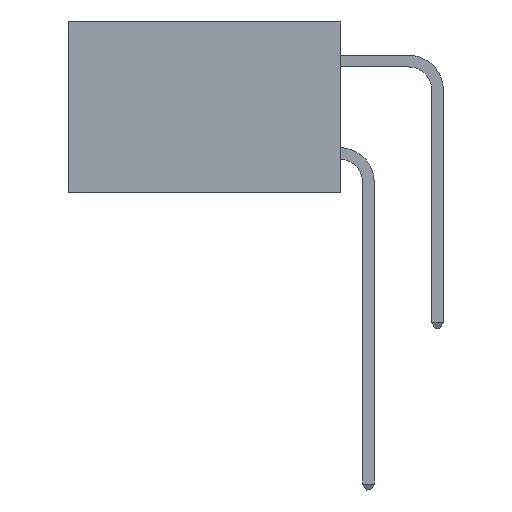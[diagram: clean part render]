
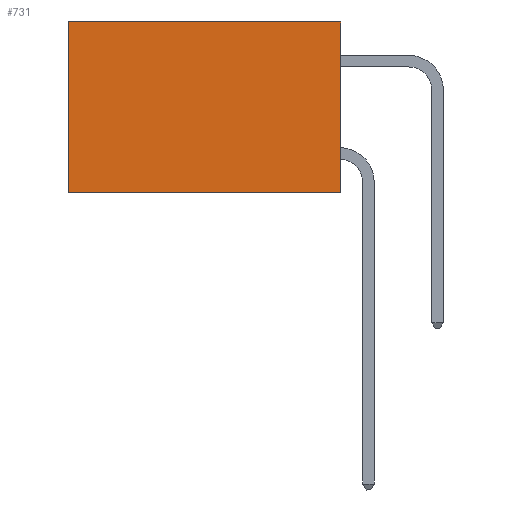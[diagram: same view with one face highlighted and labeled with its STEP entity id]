
A CAD part, left-side view. The second image highlights one B-rep face of the part: STEP entity #731.
In plain terms, the highlighted planar face has unit normal (-1, 0, 0).
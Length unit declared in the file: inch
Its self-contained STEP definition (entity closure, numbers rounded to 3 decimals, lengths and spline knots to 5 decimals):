
#260 = VECTOR ( 'NONE', #11294, 39.37008 ) ;
#351 = PLANE ( 'NONE',  #9414 ) ;
#594 = CARTESIAN_POINT ( 'NONE',  ( 0.277, 0.59, 0. ) ) ;
#701 = DIRECTION ( 'NONE',  ( 1., 0., 0. ) ) ;
#731 = ADVANCED_FACE ( 'NONE', ( #3098 ), #351, .F. ) ;
#824 = CARTESIAN_POINT ( 'NONE',  ( 0.277, 0., 0. ) ) ;
#1828 = VERTEX_POINT ( 'NONE', #594 ) ;
#2095 = DIRECTION ( 'NONE',  ( 0., 0., -1. ) ) ;
#2407 = DIRECTION ( 'NONE',  ( 0., 1., 0. ) ) ;
#2789 = EDGE_LOOP ( 'NONE', ( #8293, #8237, #8154, #7476 ) ) ;
#3038 = VECTOR ( 'NONE', #7500, 39.37008 ) ;
#3098 = FACE_OUTER_BOUND ( 'NONE', #2789, .T. ) ;
#3403 = EDGE_CURVE ( 'NONE', #1828, #6281, #7532, .T. ) ;
#3519 = DIRECTION ( 'NONE',  ( 0., 0., -1. ) ) ;
#4144 = VERTEX_POINT ( 'NONE', #9424 ) ;
#4167 = VECTOR ( 'NONE', #2407, 39.37008 ) ;
#4511 = VERTEX_POINT ( 'NONE', #824 ) ;
#4965 = CARTESIAN_POINT ( 'NONE',  ( 0.277, 0., 0. ) ) ;
#5495 = CARTESIAN_POINT ( 'NONE',  ( 0.277, 0., -0.37 ) ) ;
#5874 = EDGE_CURVE ( 'NONE', #4511, #4144, #9479, .T. ) ;
#6281 = VERTEX_POINT ( 'NONE', #7781 ) ;
#6642 = CARTESIAN_POINT ( 'NONE',  ( 0.277, 0., -0.37 ) ) ;
#7200 = EDGE_CURVE ( 'NONE', #4511, #1828, #7732, .T. ) ;
#7275 = VECTOR ( 'NONE', #3519, 39.37008 ) ;
#7476 = ORIENTED_EDGE ( 'NONE', *, *, #7200, .T. ) ;
#7500 = DIRECTION ( 'NONE',  ( 0., 0., -1. ) ) ;
#7532 = LINE ( 'NONE', #9336, #7275 ) ;
#7580 = EDGE_CURVE ( 'NONE', #4144, #6281, #8613, .T. ) ;
#7673 = CARTESIAN_POINT ( 'NONE',  ( 0.277, 0., -0.37 ) ) ;
#7732 = LINE ( 'NONE', #4965, #260 ) ;
#7781 = CARTESIAN_POINT ( 'NONE',  ( 0.277, 0.59, -0.37 ) ) ;
#8154 = ORIENTED_EDGE ( 'NONE', *, *, #5874, .F. ) ;
#8237 = ORIENTED_EDGE ( 'NONE', *, *, #7580, .F. ) ;
#8293 = ORIENTED_EDGE ( 'NONE', *, *, #3403, .T. ) ;
#8613 = LINE ( 'NONE', #7673, #4167 ) ;
#9336 = CARTESIAN_POINT ( 'NONE',  ( 0.277, 0.59, -0.37 ) ) ;
#9414 = AXIS2_PLACEMENT_3D ( 'NONE', #5495, #701, #2095 ) ;
#9424 = CARTESIAN_POINT ( 'NONE',  ( 0.277, 0., -0.37 ) ) ;
#9479 = LINE ( 'NONE', #6642, #3038 ) ;
#11294 = DIRECTION ( 'NONE',  ( 0., 1., 0. ) ) ;
